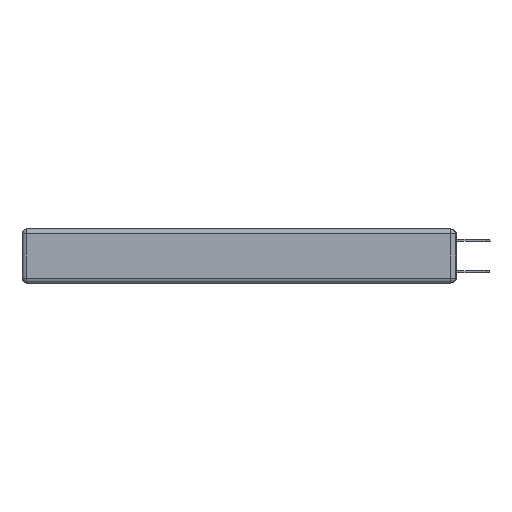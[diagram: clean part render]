
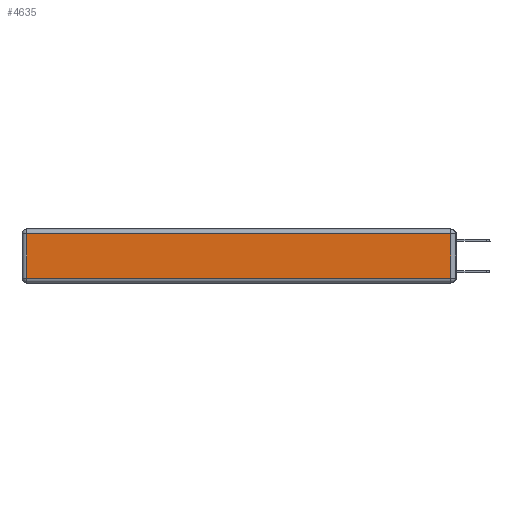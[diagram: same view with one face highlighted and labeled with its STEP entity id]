
A CAD part, left-side view. The second image highlights one B-rep face of the part: STEP entity #4635.
In plain terms, the highlighted planar face has unit normal (-1, 0, 0).
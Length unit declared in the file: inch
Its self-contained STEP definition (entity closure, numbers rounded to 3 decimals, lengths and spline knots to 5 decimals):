
#396 = CARTESIAN_POINT ( 'NONE',  ( 0., 2.72, -0.343 ) ) ;
#793 = VERTEX_POINT ( 'NONE', #19424 ) ;
#1819 = VECTOR ( 'NONE', #10215, 39.37008 ) ;
#1868 = DIRECTION ( 'NONE',  ( -1., 0., 0. ) ) ;
#2336 = EDGE_CURVE ( 'NONE', #2463, #793, #12602, .T. ) ;
#2463 = VERTEX_POINT ( 'NONE', #20748 ) ;
#3025 = CARTESIAN_POINT ( 'NONE',  ( 0., 0., -0.313 ) ) ;
#3055 = CARTESIAN_POINT ( 'NONE',  ( 0., 2.75, -0.03 ) ) ;
#3251 = VECTOR ( 'NONE', #17365, 39.37008 ) ;
#4504 = VECTOR ( 'NONE', #14995, 39.37008 ) ;
#4635 = ADVANCED_FACE ( 'NONE', ( #14331 ), #12554, .T. ) ;
#5560 = LINE ( 'NONE', #16369, #15901 ) ;
#8966 = DIRECTION ( 'NONE',  ( 0., 0., 1. ) ) ;
#9036 = DIRECTION ( 'NONE',  ( 0., 0., 1. ) ) ;
#10095 = ORIENTED_EDGE ( 'NONE', *, *, #13124, .T. ) ;
#10215 = DIRECTION ( 'NONE',  ( 0., 1., 0. ) ) ;
#11145 = EDGE_CURVE ( 'NONE', #793, #17625, #14262, .T. ) ;
#12554 = PLANE ( 'NONE',  #14324 ) ;
#12602 = LINE ( 'NONE', #396, #4504 ) ;
#13124 = EDGE_CURVE ( 'NONE', #17625, #20442, #5560, .T. ) ;
#14262 = LINE ( 'NONE', #3025, #3251 ) ;
#14324 = AXIS2_PLACEMENT_3D ( 'NONE', #19755, #1868, #9036 ) ;
#14331 = FACE_OUTER_BOUND ( 'NONE', #15479, .T. ) ;
#14954 = ORIENTED_EDGE ( 'NONE', *, *, #22252, .T. ) ;
#14995 = DIRECTION ( 'NONE',  ( 0., 0., -1. ) ) ;
#15259 = CARTESIAN_POINT ( 'NONE',  ( 0., 0.03, -0.313 ) ) ;
#15433 = CARTESIAN_POINT ( 'NONE',  ( 0., 0.03, -0.03 ) ) ;
#15479 = EDGE_LOOP ( 'NONE', ( #20057, #10095, #14954, #20810 ) ) ;
#15901 = VECTOR ( 'NONE', #8966, 39.37008 ) ;
#16369 = CARTESIAN_POINT ( 'NONE',  ( 0., 0.03, -0.343 ) ) ;
#17365 = DIRECTION ( 'NONE',  ( 0., -1., 0. ) ) ;
#17625 = VERTEX_POINT ( 'NONE', #15259 ) ;
#19424 = CARTESIAN_POINT ( 'NONE',  ( 0., 2.72, -0.313 ) ) ;
#19755 = CARTESIAN_POINT ( 'NONE',  ( 0., 0., -0.343 ) ) ;
#20057 = ORIENTED_EDGE ( 'NONE', *, *, #11145, .T. ) ;
#20442 = VERTEX_POINT ( 'NONE', #15433 ) ;
#20748 = CARTESIAN_POINT ( 'NONE',  ( 0., 2.72, -0.03 ) ) ;
#20810 = ORIENTED_EDGE ( 'NONE', *, *, #2336, .T. ) ;
#22252 = EDGE_CURVE ( 'NONE', #20442, #2463, #22703, .T. ) ;
#22703 = LINE ( 'NONE', #3055, #1819 ) ;
